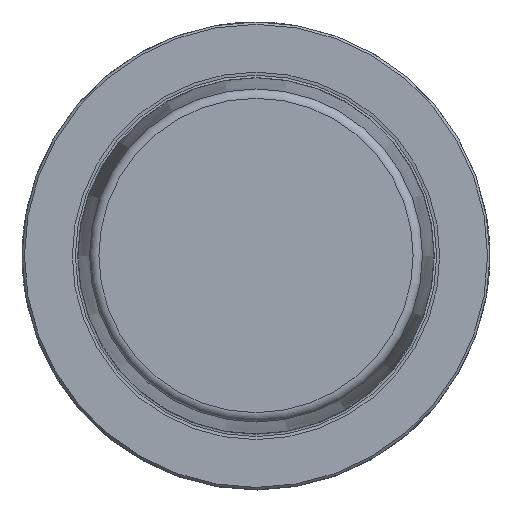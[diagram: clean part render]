
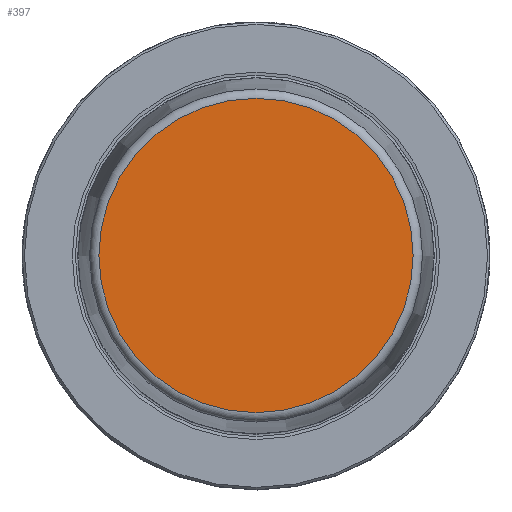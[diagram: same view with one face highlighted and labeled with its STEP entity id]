
A CAD part, top view. The second image highlights one B-rep face of the part: STEP entity #397.
In plain terms, the highlighted planar face has unit normal (0, 0, 1).
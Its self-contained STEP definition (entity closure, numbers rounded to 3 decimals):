
#126=PLANE('',#1990);
#397=ADVANCED_FACE('',(#502),#126,.T.);
#502=FACE_OUTER_BOUND('',#599,.T.);
#599=EDGE_LOOP('',(#1094));
#1094=ORIENTED_EDGE('',*,*,#1552,.F.);
#1298=VERTEX_POINT('',#3415);
#1552=EDGE_CURVE('',#1298,#1298,#1703,.T.);
#1703=CIRCLE('',#1989,33.6);
#1989=AXIS2_PLACEMENT_3D('',#3414,#2522,#2523);
#1990=AXIS2_PLACEMENT_3D('',#3416,#2524,#2525);
#2522=DIRECTION('',(0.,0.,-1.));
#2523=DIRECTION('',(1.,0.,0.));
#2524=DIRECTION('',(0.,0.,1.));
#2525=DIRECTION('',(-1.,0.,0.));
#3414=CARTESIAN_POINT('',(0.,0.,50.));
#3415=CARTESIAN_POINT('',(33.6,0.,50.));
#3416=CARTESIAN_POINT('',(0.,-33.6,50.));
